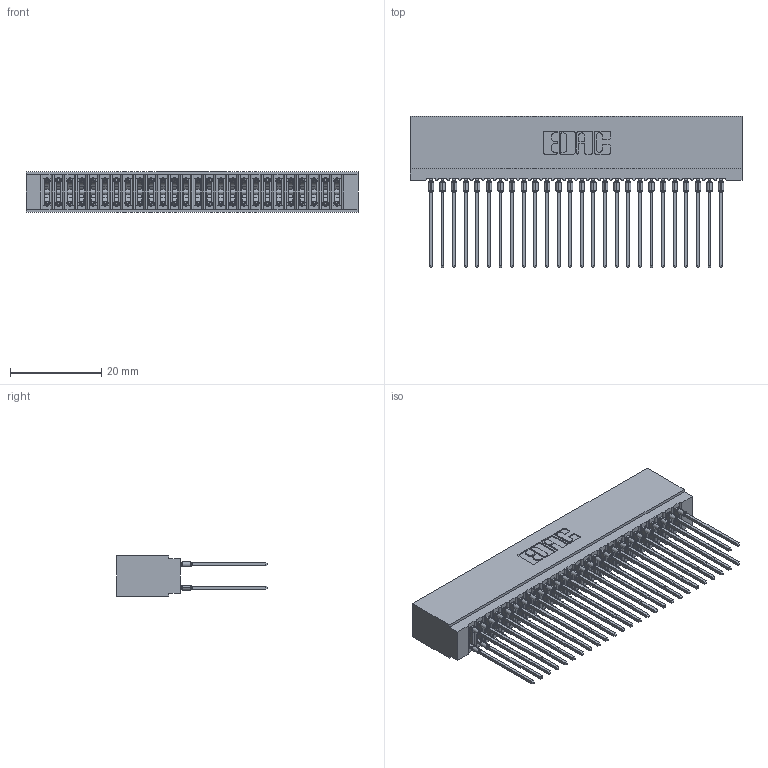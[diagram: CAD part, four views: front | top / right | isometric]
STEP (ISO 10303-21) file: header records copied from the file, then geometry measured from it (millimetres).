
FILE_DESCRIPTION (( 'STEP AP203' ), '1' );
FILE_NAME ('725-052-541-201.STEP', '2020-09-10T00:52:48', ( '' ), ( '' ), 'SwSTEP 2.0', 'SolidWorks 2020', '' );
FILE_SCHEMA (( 'CONFIG_CONTROL_DESIGN' ));
Length unit declared in the file: inch
Products named in the file (3): 725 Part_Insulator Option - 01; 745-292-001_541; 725-052-541-201
Assembly tree (53 placements, depth 2):
  725-052-541-201
    725 Part_Insulator Option - 01
    745-292-001_541  x52
Bounding box: 72.64 x 33.03 x 8.89 mm (x, y, z)
Volume: 6096.2 mm3; surface area: 13561.6 mm2
Topology: 53 solids, 53 shells, 4749 faces, 12760 edges, 8020 vertices
Faces by surface type: plane 2447, bspline 1040, cylinder 950, torus 312
Entity records: 45926 total; most frequent: CARTESIAN_POINT 8471, ORIENTED_EDGE 7874, DIRECTION 6895, EDGE_CURVE 3937, VECTOR 3599, LINE 3599, VERTEX_POINT 2512, AXIS2_PLACEMENT_3D 1648
